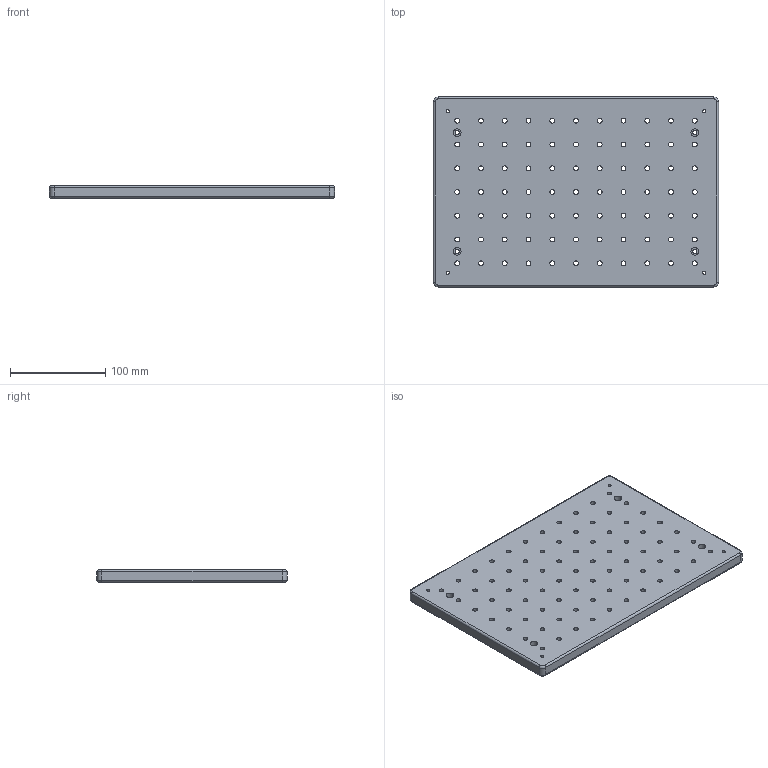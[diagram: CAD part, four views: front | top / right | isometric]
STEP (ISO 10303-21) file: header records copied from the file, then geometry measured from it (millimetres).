
FILE_DESCRIPTION (( 'STEP AP203' ), '1' );
FILE_NAME ('BR0203-1M.STEP', '2016-05-19T08:38:09', ( '' ), ( '' ), 'SwSTEP 2.0', 'SolidWorks 2016', '' );
FILE_SCHEMA (( 'CONFIG_CONTROL_DESIGN' ));
Length unit declared in the file: millimetre
Products named in the file (1): BR0203-1M
Bounding box: 300 x 200 x 13 mm (x, y, z)
Volume: 756272.7 mm3; surface area: 145182.2 mm2
Topology: 1 solids, 1 shells, 208 faces, 590 edges, 388 vertices
Faces by surface type: cylinder 190, plane 10, torus 8
Entity records: 7391 total; most frequent: DIRECTION 1396, CARTESIAN_POINT 1187, ORIENTED_EDGE 1180, AXIS2_PLACEMENT_3D 597, EDGE_CURVE 590, CIRCLE 388, VERTEX_POINT 388, EDGE_LOOP 382
